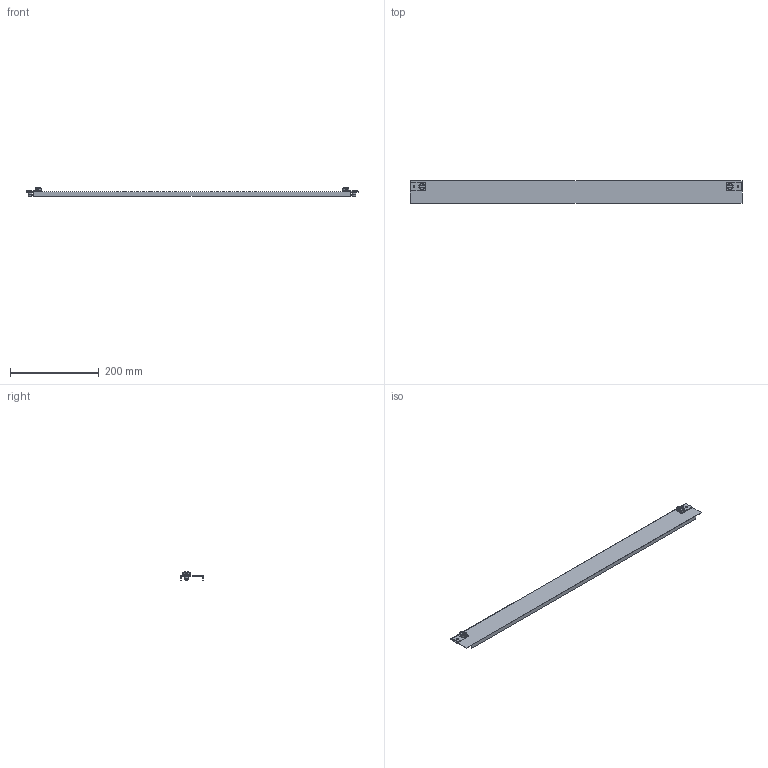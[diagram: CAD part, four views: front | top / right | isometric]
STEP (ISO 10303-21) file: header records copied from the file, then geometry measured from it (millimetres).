
FILE_DESCRIPTION((''),'2;1');
FILE_NAME('001101422_CP_2_2_0_33_F_ASM','2023-01-23T08:44:13',('klemen.sitar'),('Audax d.o.o.'),'CREO PARAMETRIC BY PTC INC, 2021304','CREO PARAMETRIC BY PTC INC, 2021304','');
FILE_SCHEMA(('AP242_MANAGED_MODEL_BASED_3D_ENGINEERING_MIM_LF { 1 0 10303 442 1 1 4 }'));
Length unit declared in the file: millimetre
Products named in the file (14): PRT0002_1_1_1_1_1_1_1_1_1; PRT0003_1_1_1_1_1_1_1_1_1; 001101421_CP_1_4_0_33_F_ASM_1_A_ASM; PRT0002_1_1_1_1; 001101421_CP_1_4_0_33_F_ASM_1_1_ASM; ASM0001_ASM_1_ASM; 001101421_CP_1_4_0_33_F_ASM_1_ASM; PRT0002_1_1_1_1_1_1_1_2_1_1_1_1; PRT0003_1_1_1_1_1_1_1_2_1_1_1_1; 001101421_CP_1_4_0_33_F_ASM_1_4_ASM; ASM0001_ASM_1_1_ASM; 001101421_CP_1_4_0_33_F_ASM_1_3_ASM; ASM0001_ASM; 001101422_CP_2_2_0_33_F_ASM
Assembly tree (13 placements, depth 6):
  001101422_CP_2_2_0_33_F_ASM
    001101421_CP_1_4_0_33_F_ASM_1_ASM
      001101421_CP_1_4_0_33_F_ASM_1_A_ASM
        PRT0002_1_1_1_1_1_1_1_1_1
        PRT0003_1_1_1_1_1_1_1_1_1
      ASM0001_ASM_1_ASM
        001101421_CP_1_4_0_33_F_ASM_1_1_ASM
          PRT0002_1_1_1_1
    ASM0001_ASM
      001101421_CP_1_4_0_33_F_ASM_1_3_ASM
        ASM0001_ASM_1_1_ASM
          001101421_CP_1_4_0_33_F_ASM_1_4_ASM
            PRT0002_1_1_1_1_1_1_1_2_1_1_1_1
            PRT0003_1_1_1_1_1_1_1_2_1_1_1_1
Bounding box: 750 x 50 x 18.6 mm (x, y, z)
Volume: 55940 mm3; surface area: 107994.4 mm2
Topology: 5 solids, 5 shells, 182 faces, 550 edges, 412 vertices
Faces by surface type: plane 118, cylinder 60, cone 4
Entity records: 10516 total; most frequent: CARTESIAN_POINT 1490, DIRECTION 1154, ORIENTED_EDGE 1036, PRESENTATION_STYLE_ASSIGNMENT 588, STYLED_ITEM 588, CURVE_STYLE 583, PRESENTATION_LAYER_ASSIGNMENT 528, EDGE_CURVE 518
